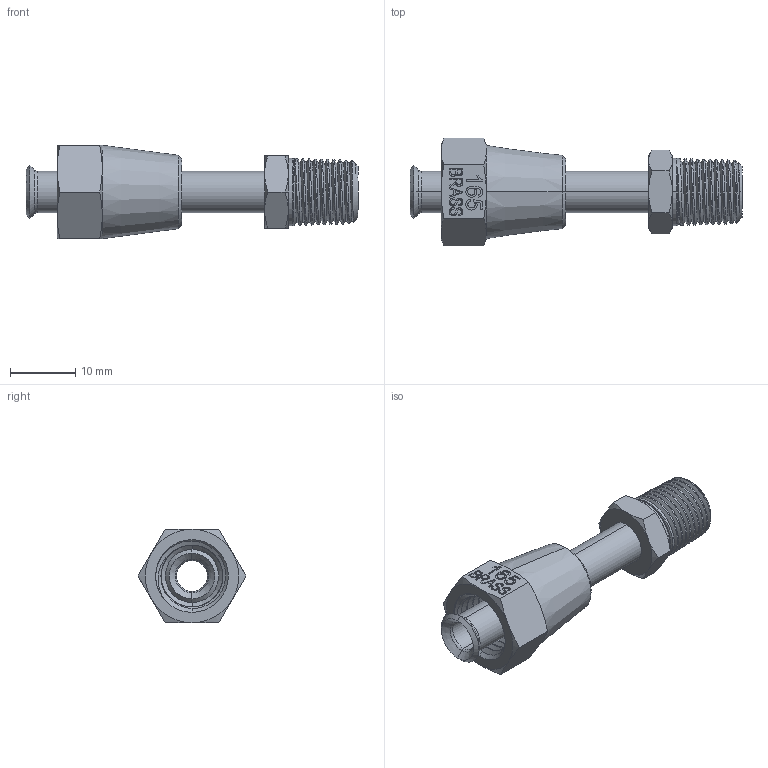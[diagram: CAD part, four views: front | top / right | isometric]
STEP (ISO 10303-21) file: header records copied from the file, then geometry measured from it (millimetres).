
FILE_DESCRIPTION (( 'STEP AP203' ), '1' );
FILE_NAME ('INL-165BR-2M.STEP', '2025-08-27T15:42:02', ( '' ), ( '' ), 'SwSTEP 2.0', 'SolidWorks 2018', '' );
FILE_SCHEMA (( 'CONFIG_CONTROL_DESIGN' ));
Length unit declared in the file: inch
Products named in the file (4): PRT-001471; PRT-003071; PRT-001529_50635K562; INL-165BR-2M
Assembly tree (3 placements, depth 2):
  INL-165BR-2M
    PRT-001529_50635K562
    PRT-001471
    PRT-003071
Bounding box: 50.8 x 16.5 x 14.29 mm (x, y, z)
Volume: 3121 mm3; surface area: 4236.2 mm2
Topology: 3 solids, 3 shells, 257 faces, 656 edges, 419 vertices
Faces by surface type: plane 81, bspline 80, cone 69, cylinder 23, torus 4
Entity records: 16714 total; most frequent: CARTESIAN_POINT 10829, ORIENTED_EDGE 1312, DIRECTION 826, EDGE_CURVE 656, VERTEX_POINT 419, LINE 296, VECTOR 296, EDGE_LOOP 277
